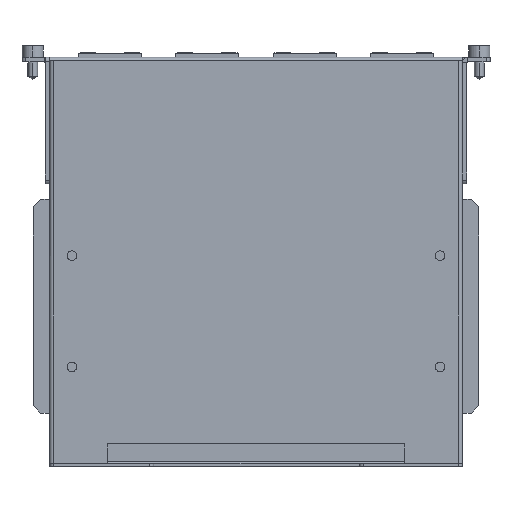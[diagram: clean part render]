
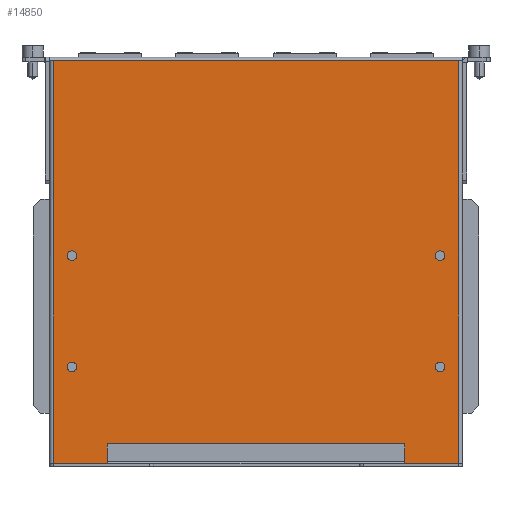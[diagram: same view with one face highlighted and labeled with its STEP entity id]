
A CAD part, front view. The second image highlights one B-rep face of the part: STEP entity #14850.
In plain terms, the highlighted planar face has unit normal (0, -1, 0).
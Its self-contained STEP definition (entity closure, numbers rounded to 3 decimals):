
#10663=DIRECTION('',(-1.,0.,0.));
#10664=VECTOR('',#10663,105.8);
#10665=CARTESIAN_POINT('',(106.7,0.,-0.9));
#10666=LINE('',#10665,#10664);
#11262=DIRECTION('',(0.,0.,-1.));
#11263=VECTOR('',#11262,5.);
#11264=CARTESIAN_POINT('',(15.,0.,-100.8));
#11265=LINE('',#11264,#11263);
#11266=DIRECTION('',(-1.,0.,0.));
#11267=VECTOR('',#11266,14.1);
#11268=CARTESIAN_POINT('',(15.,0.,-105.8));
#11269=LINE('',#11268,#11267);
#11270=DIRECTION('',(-1.,0.,0.));
#11271=VECTOR('',#11270,14.1);
#11272=CARTESIAN_POINT('',(106.7,0.,-105.8));
#11273=LINE('',#11272,#11271);
#11274=CARTESIAN_POINT('',(5.8,0.,-80.7));
#11275=DIRECTION('',(0.,-1.,0.));
#11276=DIRECTION('',(0.,0.,-1.));
#11277=AXIS2_PLACEMENT_3D('',#11274,#11275,#11276);
#11279=CARTESIAN_POINT('',(5.8,0.,-80.7));
#11280=DIRECTION('',(0.,-1.,0.));
#11281=DIRECTION('',(0.,0.,1.));
#11282=AXIS2_PLACEMENT_3D('',#11279,#11280,#11281);
#11284=CARTESIAN_POINT('',(5.8,0.,-51.7));
#11285=DIRECTION('',(0.,-1.,0.));
#11286=DIRECTION('',(0.,0.,-1.));
#11287=AXIS2_PLACEMENT_3D('',#11284,#11285,#11286);
#11289=CARTESIAN_POINT('',(5.8,0.,-51.7));
#11290=DIRECTION('',(0.,-1.,0.));
#11291=DIRECTION('',(0.,0.,1.));
#11292=AXIS2_PLACEMENT_3D('',#11289,#11290,#11291);
#11294=CARTESIAN_POINT('',(101.8,0.,-51.7));
#11295=DIRECTION('',(0.,-1.,0.));
#11296=DIRECTION('',(0.,0.,-1.));
#11297=AXIS2_PLACEMENT_3D('',#11294,#11295,#11296);
#11299=CARTESIAN_POINT('',(101.8,0.,-51.7));
#11300=DIRECTION('',(0.,-1.,0.));
#11301=DIRECTION('',(0.,0.,1.));
#11302=AXIS2_PLACEMENT_3D('',#11299,#11300,#11301);
#11304=CARTESIAN_POINT('',(101.8,0.,-80.7));
#11305=DIRECTION('',(0.,-1.,0.));
#11306=DIRECTION('',(0.,0.,-1.));
#11307=AXIS2_PLACEMENT_3D('',#11304,#11305,#11306);
#11309=CARTESIAN_POINT('',(101.8,0.,-80.7));
#11310=DIRECTION('',(0.,-1.,0.));
#11311=DIRECTION('',(0.,0.,1.));
#11312=AXIS2_PLACEMENT_3D('',#11309,#11310,#11311);
#11322=DIRECTION('',(1.,0.,0.));
#11323=VECTOR('',#11322,77.6);
#11324=CARTESIAN_POINT('',(15.,0.,-100.8));
#11325=LINE('',#11324,#11323);
#11330=DIRECTION('',(0.,0.,-1.));
#11331=VECTOR('',#11330,5.);
#11332=CARTESIAN_POINT('',(92.6,0.,-100.8));
#11333=LINE('',#11332,#11331);
#11666=DIRECTION('',(0.,0.,1.));
#11667=VECTOR('',#11666,104.9);
#11668=CARTESIAN_POINT('',(106.7,0.,-105.8));
#11669=LINE('',#11668,#11667);
#11978=DIRECTION('',(0.,0.,-1.));
#11979=VECTOR('',#11978,104.9);
#11980=CARTESIAN_POINT('',(0.9,0.,-0.9));
#11981=LINE('',#11980,#11979);
#12852=CARTESIAN_POINT('',(106.7,0.,-0.9));
#12853=VERTEX_POINT('',#12852);
#12854=CARTESIAN_POINT('',(0.9,0.,-0.9));
#12855=VERTEX_POINT('',#12854);
#12968=CARTESIAN_POINT('',(15.,0.,-100.8));
#12969=CARTESIAN_POINT('',(15.,0.,-105.8));
#12970=VERTEX_POINT('',#12968);
#12971=VERTEX_POINT('',#12969);
#12972=CARTESIAN_POINT('',(0.9,0.,-105.8));
#12973=VERTEX_POINT('',#12972);
#12974=CARTESIAN_POINT('',(106.7,0.,-105.8));
#12975=VERTEX_POINT('',#12974);
#12976=CARTESIAN_POINT('',(92.6,0.,-105.8));
#12977=VERTEX_POINT('',#12976);
#12978=CARTESIAN_POINT('',(92.6,0.,-100.8));
#12979=VERTEX_POINT('',#12978);
#12980=CARTESIAN_POINT('',(5.8,0.,-81.95));
#12981=CARTESIAN_POINT('',(5.8,0.,-79.45));
#12982=VERTEX_POINT('',#12980);
#12983=VERTEX_POINT('',#12981);
#12984=CARTESIAN_POINT('',(5.8,0.,-52.95));
#12985=CARTESIAN_POINT('',(5.8,0.,-50.45));
#12986=VERTEX_POINT('',#12984);
#12987=VERTEX_POINT('',#12985);
#12988=CARTESIAN_POINT('',(101.8,0.,-52.95));
#12989=CARTESIAN_POINT('',(101.8,0.,-50.45));
#12990=VERTEX_POINT('',#12988);
#12991=VERTEX_POINT('',#12989);
#12992=CARTESIAN_POINT('',(101.8,0.,-81.95));
#12993=CARTESIAN_POINT('',(101.8,0.,-79.45));
#12994=VERTEX_POINT('',#12992);
#12995=VERTEX_POINT('',#12993);
#14804=CARTESIAN_POINT('',(0.,0.,-0.8));
#14805=DIRECTION('',(0.,1.,0.));
#14806=DIRECTION('',(0.,0.,1.));
#14807=AXIS2_PLACEMENT_3D('',#14804,#14805,#14806);
#14808=PLANE('',#14807);
#14810=ORIENTED_EDGE('',*,*,#14809,.T.);
#14812=ORIENTED_EDGE('',*,*,#14811,.T.);
#14814=ORIENTED_EDGE('',*,*,#14813,.F.);
#14815=ORIENTED_EDGE('',*,*,#13771,.F.);
#14817=ORIENTED_EDGE('',*,*,#14816,.F.);
#14819=ORIENTED_EDGE('',*,*,#14818,.T.);
#14821=ORIENTED_EDGE('',*,*,#14820,.F.);
#14823=ORIENTED_EDGE('',*,*,#14822,.F.);
#14824=EDGE_LOOP('',(#14810,#14812,#14814,#14815,#14817,#14819,#14821,#14823));
#14825=FACE_OUTER_BOUND('',#14824,.F.);
#14827=ORIENTED_EDGE('',*,*,#14826,.T.);
#14829=ORIENTED_EDGE('',*,*,#14828,.T.);
#14830=EDGE_LOOP('',(#14827,#14829));
#14831=FACE_BOUND('',#14830,.F.);
#14833=ORIENTED_EDGE('',*,*,#14832,.T.);
#14835=ORIENTED_EDGE('',*,*,#14834,.T.);
#14836=EDGE_LOOP('',(#14833,#14835));
#14837=FACE_BOUND('',#14836,.F.);
#14839=ORIENTED_EDGE('',*,*,#14838,.T.);
#14841=ORIENTED_EDGE('',*,*,#14840,.T.);
#14842=EDGE_LOOP('',(#14839,#14841));
#14843=FACE_BOUND('',#14842,.F.);
#14845=ORIENTED_EDGE('',*,*,#14844,.T.);
#14847=ORIENTED_EDGE('',*,*,#14846,.T.);
#14848=EDGE_LOOP('',(#14845,#14847));
#14849=FACE_BOUND('',#14848,.F.);
#11278=CIRCLE('',#11277,1.25);
#11283=CIRCLE('',#11282,1.25);
#11288=CIRCLE('',#11287,1.25);
#11293=CIRCLE('',#11292,1.25);
#11298=CIRCLE('',#11297,1.25);
#11303=CIRCLE('',#11302,1.25);
#11308=CIRCLE('',#11307,1.25);
#11313=CIRCLE('',#11312,1.25);
#13771=EDGE_CURVE('',#12853,#12855,#10666,.T.);
#14809=EDGE_CURVE('',#12970,#12971,#11265,.T.);
#14811=EDGE_CURVE('',#12971,#12973,#11269,.T.);
#14813=EDGE_CURVE('',#12855,#12973,#11981,.T.);
#14816=EDGE_CURVE('',#12975,#12853,#11669,.T.);
#14818=EDGE_CURVE('',#12975,#12977,#11273,.T.);
#14820=EDGE_CURVE('',#12979,#12977,#11333,.T.);
#14822=EDGE_CURVE('',#12970,#12979,#11325,.T.);
#14826=EDGE_CURVE('',#12982,#12983,#11278,.T.);
#14828=EDGE_CURVE('',#12983,#12982,#11283,.T.);
#14832=EDGE_CURVE('',#12986,#12987,#11288,.T.);
#14834=EDGE_CURVE('',#12987,#12986,#11293,.T.);
#14838=EDGE_CURVE('',#12990,#12991,#11298,.T.);
#14840=EDGE_CURVE('',#12991,#12990,#11303,.T.);
#14844=EDGE_CURVE('',#12994,#12995,#11308,.T.);
#14846=EDGE_CURVE('',#12995,#12994,#11313,.T.);
#14850=ADVANCED_FACE('',(#14825,#14831,#14837,#14843,#14849),#14808,.F.);
